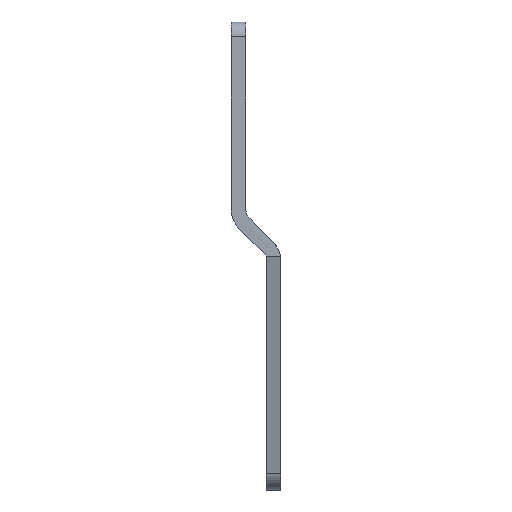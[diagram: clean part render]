
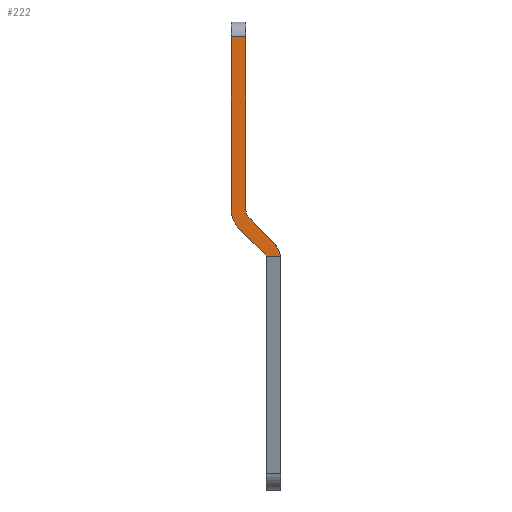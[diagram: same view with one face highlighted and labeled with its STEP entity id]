
A CAD part, front view. The second image highlights one B-rep face of the part: STEP entity #222.
In plain terms, the highlighted planar face has unit normal (0, -1, 0).
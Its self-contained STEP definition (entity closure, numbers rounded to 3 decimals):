
#146=AXIS2_PLACEMENT_3D('Plane Axis2P3D',#143,#144,#145) ;
#159=AXIS2_PLACEMENT_3D('Circle Axis2P3D',#157,#158,$) ;
#180=AXIS2_PLACEMENT_3D('Circle Axis2P3D',#178,#179,$) ;
#194=AXIS2_PLACEMENT_3D('Circle Axis2P3D',#192,#193,$) ;
#143=CARTESIAN_POINT('Axis2P3D Location',(0.,0.,0.)) ;
#148=CARTESIAN_POINT('Line Origine',(0.,0.,50.003)) ;
#152=CARTESIAN_POINT('Vertex',(0.,0.,61.7)) ;
#154=CARTESIAN_POINT('Vertex',(0.,0.,38.307)) ;
#157=CARTESIAN_POINT('Axis2P3D Location',(4.,0.,38.307)) ;
#161=CARTESIAN_POINT('Vertex',(1.172,0.,35.478)) ;
#164=CARTESIAN_POINT('Line Origine',(2.986,0.,33.664)) ;
#168=CARTESIAN_POINT('Vertex',(4.8,0.,31.85)) ;
#171=CARTESIAN_POINT('Line Origine',(5.757,0.,31.85)) ;
#175=CARTESIAN_POINT('Vertex',(6.713,0.,31.85)) ;
#178=CARTESIAN_POINT('Axis2P3D Location',(2.8,0.,31.022)) ;
#182=CARTESIAN_POINT('Vertex',(5.628,0.,33.85)) ;
#185=CARTESIAN_POINT('Line Origine',(4.107,0.,35.371)) ;
#189=CARTESIAN_POINT('Vertex',(2.586,0.,36.893)) ;
#192=CARTESIAN_POINT('Axis2P3D Location',(4.,0.,38.307)) ;
#196=CARTESIAN_POINT('Vertex',(2.,0.,38.307)) ;
#199=CARTESIAN_POINT('Line Origine',(2.,0.,50.003)) ;
#203=CARTESIAN_POINT('Vertex',(2.,0.,61.7)) ;
#206=CARTESIAN_POINT('Line Origine',(1.,0.,61.7)) ;
#144=DIRECTION('Axis2P3D Direction',(0.,-1.,0.)) ;
#145=DIRECTION('Axis2P3D XDirection',(0.,0.,1.)) ;
#149=DIRECTION('Vector Direction',(0.,0.,1.)) ;
#158=DIRECTION('Axis2P3D Direction',(0.,-1.,0.)) ;
#165=DIRECTION('Vector Direction',(-0.707,0.,0.707)) ;
#172=DIRECTION('Vector Direction',(1.,0.,0.)) ;
#179=DIRECTION('Axis2P3D Direction',(0.,-1.,0.)) ;
#186=DIRECTION('Vector Direction',(0.707,0.,-0.707)) ;
#193=DIRECTION('Axis2P3D Direction',(0.,-1.,0.)) ;
#200=DIRECTION('Vector Direction',(0.,0.,-1.)) ;
#207=DIRECTION('Vector Direction',(1.,0.,0.)) ;
#150=VECTOR('Line Direction',#149,1.) ;
#166=VECTOR('Line Direction',#165,1.) ;
#173=VECTOR('Line Direction',#172,1.) ;
#187=VECTOR('Line Direction',#186,1.) ;
#201=VECTOR('Line Direction',#200,1.) ;
#208=VECTOR('Line Direction',#207,1.) ;
#212=ORIENTED_EDGE('',*,*,#156,.T.) ;
#213=ORIENTED_EDGE('',*,*,#163,.F.) ;
#214=ORIENTED_EDGE('',*,*,#170,.T.) ;
#215=ORIENTED_EDGE('',*,*,#177,.T.) ;
#216=ORIENTED_EDGE('',*,*,#184,.F.) ;
#217=ORIENTED_EDGE('',*,*,#191,.T.) ;
#218=ORIENTED_EDGE('',*,*,#198,.T.) ;
#219=ORIENTED_EDGE('',*,*,#205,.T.) ;
#220=ORIENTED_EDGE('',*,*,#210,.T.) ;
#222=ADVANCED_FACE('Hauptkoerper',(#221),#147,.T.) ;
#160=CIRCLE('generated circle',#159,4.) ;
#181=CIRCLE('generated circle',#180,4.) ;
#195=CIRCLE('generated circle',#194,2.) ;
#156=EDGE_CURVE('',#153,#155,#151,.F.) ;
#163=EDGE_CURVE('',#162,#155,#160,.F.) ;
#170=EDGE_CURVE('',#162,#169,#167,.F.) ;
#177=EDGE_CURVE('',#169,#176,#174,.T.) ;
#184=EDGE_CURVE('',#183,#176,#181,.F.) ;
#191=EDGE_CURVE('',#183,#190,#188,.F.) ;
#198=EDGE_CURVE('',#190,#197,#195,.F.) ;
#205=EDGE_CURVE('',#197,#204,#202,.F.) ;
#210=EDGE_CURVE('',#204,#153,#209,.F.) ;
#211=EDGE_LOOP('',(#212,#213,#214,#215,#216,#217,#218,#219,#220)) ;
#221=FACE_OUTER_BOUND('',#211,.T.) ;
#151=LINE('Line',#148,#150) ;
#167=LINE('Line',#164,#166) ;
#174=LINE('Line',#171,#173) ;
#188=LINE('Line',#185,#187) ;
#202=LINE('Line',#199,#201) ;
#209=LINE('Line',#206,#208) ;
#147=PLANE('',#146) ;
#153=VERTEX_POINT('',#152) ;
#155=VERTEX_POINT('',#154) ;
#162=VERTEX_POINT('',#161) ;
#169=VERTEX_POINT('',#168) ;
#176=VERTEX_POINT('',#175) ;
#183=VERTEX_POINT('',#182) ;
#190=VERTEX_POINT('',#189) ;
#197=VERTEX_POINT('',#196) ;
#204=VERTEX_POINT('',#203) ;
